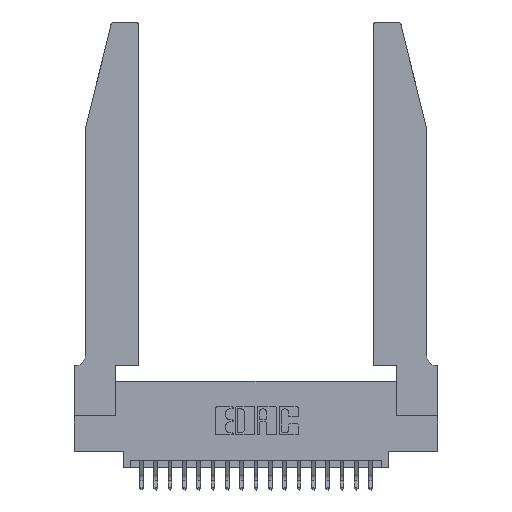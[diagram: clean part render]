
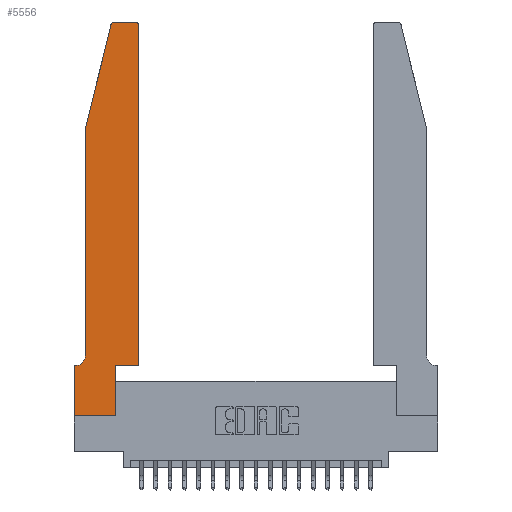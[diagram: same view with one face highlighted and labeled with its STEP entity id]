
A CAD part, top view. The second image highlights one B-rep face of the part: STEP entity #5556.
In plain terms, the highlighted planar face has unit normal (0, 0, 1).
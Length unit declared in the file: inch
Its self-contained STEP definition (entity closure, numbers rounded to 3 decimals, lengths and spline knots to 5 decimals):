
#28 = CARTESIAN_POINT ( 'NONE',  ( 0.25487, 2.72718, 0.37 ) ) ;
#407 = DIRECTION ( 'NONE',  ( -1., 0., 0. ) ) ;
#566 = EDGE_CURVE ( 'NONE', #17311, #1366, #16158, .T. ) ;
#871 = EDGE_CURVE ( 'NONE', #19500, #17311, #1761, .T. ) ;
#1088 = CARTESIAN_POINT ( 'NONE',  ( 0., 0., 0.37 ) ) ;
#1253 = DIRECTION ( 'NONE',  ( 1., 0., 0. ) ) ;
#1305 = CARTESIAN_POINT ( 'NONE',  ( 0.4505, 0.35, 0.37 ) ) ;
#1333 = DIRECTION ( 'NONE',  ( 0., 1., 0. ) ) ;
#1366 = VERTEX_POINT ( 'NONE', #18440 ) ;
#1390 = VERTEX_POINT ( 'NONE', #12383 ) ;
#1761 = LINE ( 'NONE', #2444, #5888 ) ;
#1810 = DIRECTION ( 'NONE',  ( 0., 0., 1. ) ) ;
#1992 = DIRECTION ( 'NONE',  ( 1., 0., 0. ) ) ;
#2033 = LINE ( 'NONE', #8961, #16135 ) ;
#2250 = AXIS2_PLACEMENT_3D ( 'NONE', #18982, #5702, #17435 ) ;
#2293 = VECTOR ( 'NONE', #9865, 39.37008 ) ;
#2335 = DIRECTION ( 'NONE',  ( 0., 0., -1. ) ) ;
#2403 = ORIENTED_EDGE ( 'NONE', *, *, #17919, .T. ) ;
#2444 = CARTESIAN_POINT ( 'NONE',  ( 0.4505, 0.35, 0.37 ) ) ;
#2546 = VERTEX_POINT ( 'NONE', #16394 ) ;
#2559 = EDGE_CURVE ( 'NONE', #16154, #2546, #5538, .T. ) ;
#2617 = VECTOR ( 'NONE', #1333, 39.37008 ) ;
#2886 = CARTESIAN_POINT ( 'NONE',  ( 0.0755, 2., 0.37 ) ) ;
#2897 = DIRECTION ( 'NONE',  ( 0., -1., 0. ) ) ;
#3144 = VERTEX_POINT ( 'NONE', #9471 ) ;
#3405 = EDGE_CURVE ( 'NONE', #19787, #16154, #12155, .T. ) ;
#3467 = CARTESIAN_POINT ( 'NONE',  ( 0., 0., 0.37 ) ) ;
#3798 = VERTEX_POINT ( 'NONE', #14503 ) ;
#3801 = DIRECTION ( 'NONE',  ( 0., -1., 0. ) ) ;
#5177 = ORIENTED_EDGE ( 'NONE', *, *, #2559, .T. ) ;
#5431 = ORIENTED_EDGE ( 'NONE', *, *, #14827, .T. ) ;
#5538 = LINE ( 'NONE', #1088, #18358 ) ;
#5556 = ADVANCED_FACE ( 'NONE', ( #13375 ), #15814, .T. ) ;
#5702 = DIRECTION ( 'NONE',  ( 0., 0., 1. ) ) ;
#5888 = VECTOR ( 'NONE', #9063, 39.37008 ) ;
#6374 = LINE ( 'NONE', #10836, #10939 ) ;
#6509 = ORIENTED_EDGE ( 'NONE', *, *, #3405, .T. ) ;
#6592 = EDGE_CURVE ( 'NONE', #2546, #3798, #12814, .T. ) ;
#6744 = CARTESIAN_POINT ( 'NONE',  ( 0.0055, 0.35, 0.37 ) ) ;
#6928 = LINE ( 'NONE', #2886, #2293 ) ;
#7295 = AXIS2_PLACEMENT_3D ( 'NONE', #12168, #1810, #13828 ) ;
#7615 = ORIENTED_EDGE ( 'NONE', *, *, #871, .T. ) ;
#7625 = EDGE_CURVE ( 'NONE', #17468, #3144, #6928, .T. ) ;
#7649 = ORIENTED_EDGE ( 'NONE', *, *, #7625, .T. ) ;
#7928 = ORIENTED_EDGE ( 'NONE', *, *, #10397, .T. ) ;
#8342 = CARTESIAN_POINT ( 'NONE',  ( 0.4505, 0.35, 0.37 ) ) ;
#8961 = CARTESIAN_POINT ( 'NONE',  ( 0.0755, 2., 0.37 ) ) ;
#9051 = EDGE_CURVE ( 'NONE', #1366, #13333, #10372, .T. ) ;
#9063 = DIRECTION ( 'NONE',  ( 1., 0., 0. ) ) ;
#9471 = CARTESIAN_POINT ( 'NONE',  ( 0.0755, 2., 0.37 ) ) ;
#9513 = VERTEX_POINT ( 'NONE', #13041 ) ;
#9865 = DIRECTION ( 'NONE',  ( -0.239, -0.971, 0. ) ) ;
#10372 = CIRCLE ( 'NONE', #12341, 0.03 ) ;
#10397 = EDGE_CURVE ( 'NONE', #3798, #19500, #13742, .T. ) ;
#10571 = DIRECTION ( 'NONE',  ( 0., 1., 0. ) ) ;
#10836 = CARTESIAN_POINT ( 'NONE',  ( 0.2605, 2.75, 0.37 ) ) ;
#10939 = VECTOR ( 'NONE', #407, 39.37008 ) ;
#11299 = CIRCLE ( 'NONE', #7295, 0.03 ) ;
#11614 = VECTOR ( 'NONE', #11763, 39.37008 ) ;
#11646 = DIRECTION ( 'NONE',  ( 0., 0., 1. ) ) ;
#11763 = DIRECTION ( 'NONE',  ( -1., 0., 0. ) ) ;
#12155 = LINE ( 'NONE', #13435, #11614 ) ;
#12168 = CARTESIAN_POINT ( 'NONE',  ( 0.284, 2.72, 0.37 ) ) ;
#12341 = AXIS2_PLACEMENT_3D ( 'NONE', #21388, #11646, #1253 ) ;
#12383 = CARTESIAN_POINT ( 'NONE',  ( 0.284, 2.75, 0.37 ) ) ;
#12460 = ORIENTED_EDGE ( 'NONE', *, *, #9051, .T. ) ;
#12663 = CARTESIAN_POINT ( 'NONE',  ( 0.0055, 0.42, 0.37 ) ) ;
#12814 = LINE ( 'NONE', #3467, #17138 ) ;
#13041 = CARTESIAN_POINT ( 'NONE',  ( 0.0755, 0.42, 0.37 ) ) ;
#13333 = VERTEX_POINT ( 'NONE', #17920 ) ;
#13375 = FACE_OUTER_BOUND ( 'NONE', #13403, .T. ) ;
#13403 = EDGE_LOOP ( 'NONE', ( #18245, #2403, #7649, #5431, #13727, #6509, #5177, #14751, #7928, #7615, #14774, #12460 ) ) ;
#13435 = CARTESIAN_POINT ( 'NONE',  ( 0.0755, 0.35, 0.37 ) ) ;
#13727 = ORIENTED_EDGE ( 'NONE', *, *, #21145, .T. ) ;
#13742 = LINE ( 'NONE', #18735, #21841 ) ;
#13828 = DIRECTION ( 'NONE',  ( 1., 0., 0. ) ) ;
#14313 = DIRECTION ( 'NONE',  ( -1., 0., 0. ) ) ;
#14418 = AXIS2_PLACEMENT_3D ( 'NONE', #12663, #2335, #14313 ) ;
#14456 = CARTESIAN_POINT ( 'NONE',  ( 0.2865, 0.35, 0.37 ) ) ;
#14503 = CARTESIAN_POINT ( 'NONE',  ( 0.2865, 0., 0.37 ) ) ;
#14751 = ORIENTED_EDGE ( 'NONE', *, *, #6592, .T. ) ;
#14774 = ORIENTED_EDGE ( 'NONE', *, *, #566, .T. ) ;
#14827 = EDGE_CURVE ( 'NONE', #3144, #9513, #2033, .T. ) ;
#15574 = CIRCLE ( 'NONE', #14418, 0.07 ) ;
#15814 = PLANE ( 'NONE',  #2250 ) ;
#16135 = VECTOR ( 'NONE', #3801, 39.37008 ) ;
#16154 = VERTEX_POINT ( 'NONE', #20264 ) ;
#16158 = LINE ( 'NONE', #1305, #2617 ) ;
#16394 = CARTESIAN_POINT ( 'NONE',  ( 0., 0., 0.37 ) ) ;
#17138 = VECTOR ( 'NONE', #1992, 39.37008 ) ;
#17311 = VERTEX_POINT ( 'NONE', #8342 ) ;
#17435 = DIRECTION ( 'NONE',  ( 1., 0., 0. ) ) ;
#17468 = VERTEX_POINT ( 'NONE', #28 ) ;
#17919 = EDGE_CURVE ( 'NONE', #1390, #17468, #11299, .T. ) ;
#17920 = CARTESIAN_POINT ( 'NONE',  ( 0.4205, 2.75, 0.37 ) ) ;
#18245 = ORIENTED_EDGE ( 'NONE', *, *, #20484, .T. ) ;
#18358 = VECTOR ( 'NONE', #2897, 39.37008 ) ;
#18440 = CARTESIAN_POINT ( 'NONE',  ( 0.4505, 2.72, 0.37 ) ) ;
#18735 = CARTESIAN_POINT ( 'NONE',  ( 0.2865, 0.35, 0.37 ) ) ;
#18982 = CARTESIAN_POINT ( 'NONE',  ( 0., 0.35, 0.37 ) ) ;
#19500 = VERTEX_POINT ( 'NONE', #14456 ) ;
#19787 = VERTEX_POINT ( 'NONE', #6744 ) ;
#20264 = CARTESIAN_POINT ( 'NONE',  ( 0., 0.35, 0.37 ) ) ;
#20484 = EDGE_CURVE ( 'NONE', #13333, #1390, #6374, .T. ) ;
#21145 = EDGE_CURVE ( 'NONE', #9513, #19787, #15574, .T. ) ;
#21388 = CARTESIAN_POINT ( 'NONE',  ( 0.4205, 2.72, 0.37 ) ) ;
#21841 = VECTOR ( 'NONE', #10571, 39.37008 ) ;
